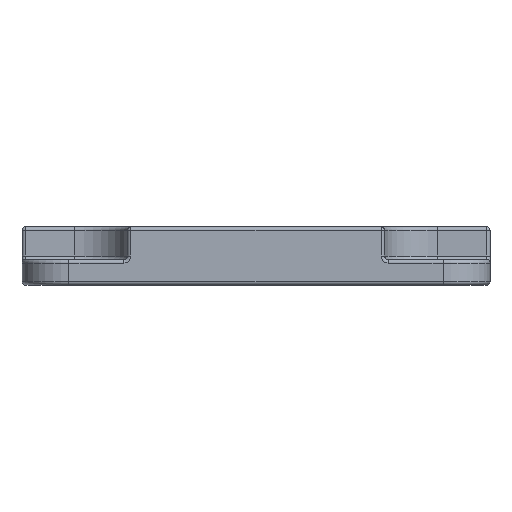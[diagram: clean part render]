
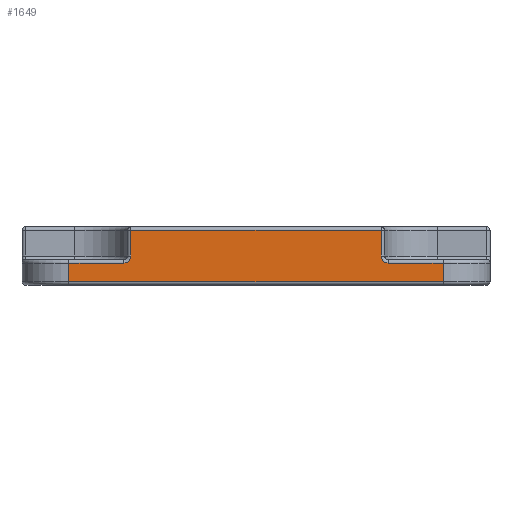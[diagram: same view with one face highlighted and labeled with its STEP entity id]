
A CAD part, front view. The second image highlights one B-rep face of the part: STEP entity #1649.
In plain terms, the highlighted planar face has unit normal (0, -1, 0).
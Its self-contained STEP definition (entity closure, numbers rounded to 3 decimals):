
#18 = CARTESIAN_POINT ( 'NONE',  ( 16., -20., 1.9 ) ) ;
#254 = CARTESIAN_POINT ( 'NONE',  ( 16., -20., 0.3 ) ) ;
#263 = ORIENTED_EDGE ( 'NONE', *, *, #2598, .T. ) ;
#272 = ORIENTED_EDGE ( 'NONE', *, *, #2638, .T. ) ;
#299 = CARTESIAN_POINT ( 'NONE',  ( -11.3, -20., 1.9 ) ) ;
#351 = ORIENTED_EDGE ( 'NONE', *, *, #2660, .T. ) ;
#362 = DIRECTION ( 'NONE',  ( -1., 0., 0. ) ) ;
#386 = CARTESIAN_POINT ( 'NONE',  ( -20., -20., 1.9 ) ) ;
#503 = DIRECTION ( 'NONE',  ( 0., 0., 1. ) ) ;
#525 = DIRECTION ( 'NONE',  ( 0., -1., 0. ) ) ;
#533 = CARTESIAN_POINT ( 'NONE',  ( -11.3, -20., 2.5 ) ) ;
#555 = CARTESIAN_POINT ( 'NONE',  ( 10.7, -20., 4.7 ) ) ;
#584 = CARTESIAN_POINT ( 'NONE',  ( -10.7, -20., 5. ) ) ;
#621 = DIRECTION ( 'NONE',  ( 0., 0., 1. ) ) ;
#624 = DIRECTION ( 'NONE',  ( 0., 1., 0. ) ) ;
#640 = PLANE ( 'NONE',  #2459 ) ;
#775 = CARTESIAN_POINT ( 'NONE',  ( -20., -20., 5. ) ) ;
#780 = DIRECTION ( 'NONE',  ( 0., 0., -1. ) ) ;
#789 = CARTESIAN_POINT ( 'NONE',  ( -20., -20., 4.7 ) ) ;
#825 = DIRECTION ( 'NONE',  ( -1., 0., 0. ) ) ;
#897 = CARTESIAN_POINT ( 'NONE',  ( -16., -20., 1.9 ) ) ;
#956 = EDGE_LOOP ( 'NONE', ( #263, #272, #351, #1876, #2789, #3693, #3728, #2352, #2483, #2613 ) ) ;
#1077 = CARTESIAN_POINT ( 'NONE',  ( 10.7, -20., 5. ) ) ;
#1145 = CARTESIAN_POINT ( 'NONE',  ( 11.3, -20., 1.9 ) ) ;
#1174 = DIRECTION ( 'NONE',  ( 0., 0., 1. ) ) ;
#1207 = DIRECTION ( 'NONE',  ( 0., 0., 1. ) ) ;
#1217 = DIRECTION ( 'NONE',  ( 0., -1., 0. ) ) ;
#1223 = CARTESIAN_POINT ( 'NONE',  ( 11.3, -20., 2.5 ) ) ;
#1524 = CARTESIAN_POINT ( 'NONE',  ( -20., -20., 1.9 ) ) ;
#1532 = FACE_OUTER_BOUND ( 'NONE', #956, .T. ) ;
#1538 = DIRECTION ( 'NONE',  ( 0., 0., 1. ) ) ;
#1570 = CARTESIAN_POINT ( 'NONE',  ( 16., -20., 5. ) ) ;
#1581 = DIRECTION ( 'NONE',  ( -1., 0., 0. ) ) ;
#1649 = ADVANCED_FACE ( 'NONE', ( #1532 ), #640, .F. ) ;
#1722 = CARTESIAN_POINT ( 'NONE',  ( 16., -20., 0.3 ) ) ;
#1750 = VERTEX_POINT ( 'NONE', #254 ) ;
#1819 = DIRECTION ( 'NONE',  ( 1., 0., 0. ) ) ;
#1833 = DIRECTION ( 'NONE',  ( 0., 0., -1. ) ) ;
#1841 = VERTEX_POINT ( 'NONE', #18 ) ;
#1861 = CARTESIAN_POINT ( 'NONE',  ( -16., -20., 5. ) ) ;
#1873 = CARTESIAN_POINT ( 'NONE',  ( -10.7, -20., 4.7 ) ) ;
#1876 = ORIENTED_EDGE ( 'NONE', *, *, #2670, .T. ) ;
#1948 = VERTEX_POINT ( 'NONE', #2599 ) ;
#1971 = VERTEX_POINT ( 'NONE', #2103 ) ;
#2096 = VECTOR ( 'NONE', #362, 1000. ) ;
#2103 = CARTESIAN_POINT ( 'NONE',  ( 10.7, -20., 2.5 ) ) ;
#2146 = LINE ( 'NONE', #386, #2096 ) ;
#2183 = CIRCLE ( 'NONE', #3115, 0.6 ) ;
#2188 = CARTESIAN_POINT ( 'NONE',  ( -10.7, -20., 2.5 ) ) ;
#2189 = VECTOR ( 'NONE', #780, 1000. ) ;
#2231 = LINE ( 'NONE', #584, #2189 ) ;
#2311 = LINE ( 'NONE', #789, #2418 ) ;
#2352 = ORIENTED_EDGE ( 'NONE', *, *, #2853, .T. ) ;
#2418 = VECTOR ( 'NONE', #825, 1000. ) ;
#2454 = VECTOR ( 'NONE', #1174, 1000. ) ;
#2459 = AXIS2_PLACEMENT_3D ( 'NONE', #775, #624, #621 ) ;
#2483 = ORIENTED_EDGE ( 'NONE', *, *, #2858, .F. ) ;
#2504 = LINE ( 'NONE', #1077, #2454 ) ;
#2555 = VERTEX_POINT ( 'NONE', #2188 ) ;
#2597 = CIRCLE ( 'NONE', #3575, 0.6 ) ;
#2598 = EDGE_CURVE ( 'NONE', #2798, #1948, #2861, .T. ) ;
#2599 = CARTESIAN_POINT ( 'NONE',  ( -16., -20., 0.3 ) ) ;
#2613 = ORIENTED_EDGE ( 'NONE', *, *, #2904, .T. ) ;
#2638 = EDGE_CURVE ( 'NONE', #1948, #1750, #2778, .T. ) ;
#2660 = EDGE_CURVE ( 'NONE', #1750, #1841, #2688, .T. ) ;
#2670 = EDGE_CURVE ( 'NONE', #1841, #2761, #2737, .T. ) ;
#2687 = VECTOR ( 'NONE', #1538, 1000. ) ;
#2688 = LINE ( 'NONE', #1570, #2687 ) ;
#2729 = EDGE_CURVE ( 'NONE', #1971, #2761, #2597, .T. ) ;
#2737 = LINE ( 'NONE', #1524, #2738 ) ;
#2738 = VECTOR ( 'NONE', #1581, 1000. ) ;
#2761 = VERTEX_POINT ( 'NONE', #1145 ) ;
#2769 = EDGE_CURVE ( 'NONE', #1971, #2863, #2504, .T. ) ;
#2773 = VECTOR ( 'NONE', #1819, 1000. ) ;
#2778 = LINE ( 'NONE', #1722, #2773 ) ;
#2789 = ORIENTED_EDGE ( 'NONE', *, *, #2729, .F. ) ;
#2798 = VERTEX_POINT ( 'NONE', #897 ) ;
#2836 = EDGE_CURVE ( 'NONE', #2863, #3124, #2311, .T. ) ;
#2853 = EDGE_CURVE ( 'NONE', #3124, #2555, #2231, .T. ) ;
#2858 = EDGE_CURVE ( 'NONE', #3860, #2555, #2183, .T. ) ;
#2861 = LINE ( 'NONE', #1861, #2953 ) ;
#2863 = VERTEX_POINT ( 'NONE', #555 ) ;
#2904 = EDGE_CURVE ( 'NONE', #3860, #2798, #2146, .T. ) ;
#2953 = VECTOR ( 'NONE', #1833, 1000. ) ;
#3115 = AXIS2_PLACEMENT_3D ( 'NONE', #533, #525, #503 ) ;
#3124 = VERTEX_POINT ( 'NONE', #1873 ) ;
#3575 = AXIS2_PLACEMENT_3D ( 'NONE', #1223, #1217, #1207 ) ;
#3693 = ORIENTED_EDGE ( 'NONE', *, *, #2769, .T. ) ;
#3728 = ORIENTED_EDGE ( 'NONE', *, *, #2836, .T. ) ;
#3860 = VERTEX_POINT ( 'NONE', #299 ) ;
